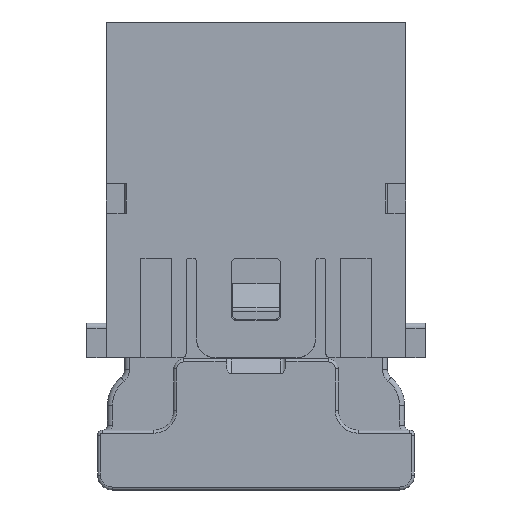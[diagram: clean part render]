
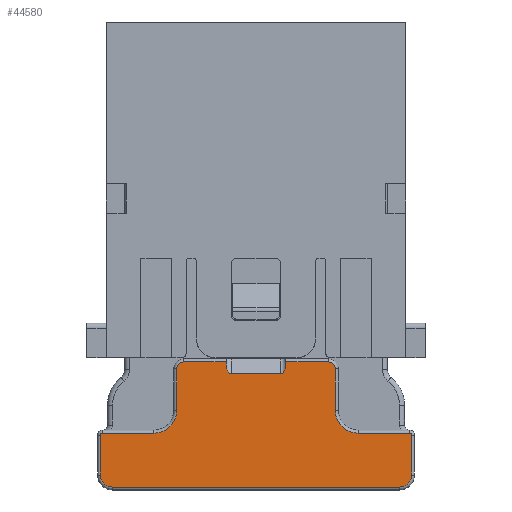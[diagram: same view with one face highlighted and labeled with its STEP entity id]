
A CAD part, left-side view. The second image highlights one B-rep face of the part: STEP entity #44580.
In plain terms, the highlighted face is planar.
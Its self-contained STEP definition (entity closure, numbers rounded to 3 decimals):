
#32450=CARTESIAN_POINT('',(45.375,65.9,-39.55));
#32460=VERTEX_POINT('',#32450);
#32490=CARTESIAN_POINT('',(0.,65.9,-39.55));
#32500=DIRECTION('',(1.,0.,0.));
#32510=VECTOR('',#32500,1.);
#32520=LINE('',#32490,#32510);
#32530=CARTESIAN_POINT('',(50.525,65.9,
-39.55));
#32540=VERTEX_POINT('',#32530);
#32550=EDGE_CURVE('',#32460,#32540,#32520,.T.);
#35270=CARTESIAN_POINT('',(76.175,65.9,-39.55));
#35280=VERTEX_POINT('',#35270);
#35330=CARTESIAN_POINT('',(76.175,65.9,-39.75));
#35340=DIRECTION('',(0.,1.,0.));
#35350=DIRECTION('',(1.,0.,0.));
#35360=AXIS2_PLACEMENT_3D('',#35330,#35340,#35350);
#35370=CIRCLE('',#35360,0.2);
#35380=CARTESIAN_POINT('',(76.375,65.9,-39.75));
#35390=VERTEX_POINT('',#35380);
#35400=EDGE_CURVE('',#35280,#35390,#35370,.T.);
#38820=CARTESIAN_POINT('',(57.775,65.9,
-32.6));
#38830=VERTEX_POINT('',#38820);
#38860=CARTESIAN_POINT('',(58.275,65.9,
-32.6));
#38870=DIRECTION('',(0.,1.,0.));
#38880=DIRECTION('',(0.,0.,1.));
#38890=AXIS2_PLACEMENT_3D('',#38860,#38870,#38880);
#38900=ELLIPSE('',#38890,1.,0.5);
#38910=CARTESIAN_POINT('',(58.275,65.9,
-33.6));
#38920=VERTEX_POINT('',#38910);
#38930=EDGE_CURVE('',#38920,#38830,#38900,.T.);
#42940=CARTESIAN_POINT('',(53.975,65.9,-35.5));
#42950=DIRECTION('',(-0.,1.,0.));
#42960=DIRECTION('',(0.,0.,1.));
#42970=AXIS2_PLACEMENT_3D('',#42940,#42950,#42960);
#42980=PLANE('',#42970);
#42990=CARTESIAN_POINT('',(68.024,65.9,
-33.1));
#43000=DIRECTION('',(0.,-1.,0.));
#43010=DIRECTION('',(-1.,0.,0.));
#43020=AXIS2_PLACEMENT_3D('',#42990,#43000,#43010);
#43030=CIRCLE('',#43020,0.7);
#43040=CARTESIAN_POINT('',(68.724,65.9,
-33.1));
#43050=VERTEX_POINT('',#43040);
#43060=CARTESIAN_POINT('',(68.024,65.9,
-32.4));
#43070=VERTEX_POINT('',#43060);
#43080=EDGE_CURVE('',#43050,#43070,#43030,.T.);
#43090=ORIENTED_EDGE('',*,*,#43080,.F.);
#43100=CARTESIAN_POINT('',(0.,65.9,-32.4));
#43110=DIRECTION('',(-1.,0.,0.));
#43120=VECTOR('',#43110,1.);
#43130=LINE('',#43100,#43120);
#43140=CARTESIAN_POINT('',(63.775,65.9,
-32.4));
#43150=VERTEX_POINT('',#43140);
#43160=EDGE_CURVE('',#43070,#43150,#43130,.T.);
#43170=ORIENTED_EDGE('',*,*,#43160,.F.);
#43180=CARTESIAN_POINT('',(63.775,65.9,0.));
#43190=DIRECTION('',(0.,0.,-1.));
#43200=VECTOR('',#43190,1.);
#43210=LINE('',#43180,#43200);
#43220=CARTESIAN_POINT('',(63.775,65.9,
-32.6));
#43230=VERTEX_POINT('',#43220);
#43240=EDGE_CURVE('',#43150,#43230,#43210,.T.);
#43250=ORIENTED_EDGE('',*,*,#43240,.F.);
#43260=CARTESIAN_POINT('',(63.275,65.9,
-32.6));
#43270=DIRECTION('',(0.,1.,0.));
#43280=DIRECTION('',(0.,0.,1.));
#43290=AXIS2_PLACEMENT_3D('',#43260,#43270,#43280);
#43300=ELLIPSE('',#43290,1.,0.5);
#43310=CARTESIAN_POINT('',(63.275,65.9,
-33.6));
#43320=VERTEX_POINT('',#43310);
#43330=EDGE_CURVE('',#43230,#43320,#43300,.T.);
#43340=ORIENTED_EDGE('',*,*,#43330,.F.);
#43350=CARTESIAN_POINT('',(0.,65.9,-33.6));
#43360=DIRECTION('',(1.,0.,0.));
#43370=VECTOR('',#43360,1.);
#43380=LINE('',#43350,#43370);
#43390=EDGE_CURVE('',#38920,#43320,#43380,.T.);
#43400=ORIENTED_EDGE('',*,*,#43390,.T.);
#43410=ORIENTED_EDGE('',*,*,#38930,.F.);
#43420=CARTESIAN_POINT('',(57.775,65.9,0.));
#43430=DIRECTION('',(0.,0.,-1.));
#43440=VECTOR('',#43430,1.);
#43450=LINE('',#43420,#43440);
#43460=CARTESIAN_POINT('',(57.775,65.9,
-32.4));
#43470=VERTEX_POINT('',#43460);
#43480=EDGE_CURVE('',#43470,#38830,#43450,.T.);
#43490=ORIENTED_EDGE('',*,*,#43480,.T.);
#43500=CARTESIAN_POINT('',(0.,65.9,-32.4));
#43510=DIRECTION('',(-1.,0.,0.));
#43520=VECTOR('',#43510,1.);
#43530=LINE('',#43500,#43520);
#43540=CARTESIAN_POINT('',(53.525,65.9,
-32.4));
#43550=VERTEX_POINT('',#43540);
#43560=EDGE_CURVE('',#43470,#43550,#43530,.T.);
#43570=ORIENTED_EDGE('',*,*,#43560,.F.);
#43580=CARTESIAN_POINT('',(53.525,65.9,
-33.1));
#43590=DIRECTION('',(0.,-1.,0.));
#43600=DIRECTION('',(-1.,0.,0.));
#43610=AXIS2_PLACEMENT_3D('',#43580,#43590,#43600);
#43620=CIRCLE('',#43610,0.7);
#43630=CARTESIAN_POINT('',(52.825,65.9,
-33.1));
#43640=VERTEX_POINT('',#43630);
#43650=EDGE_CURVE('',#43550,#43640,#43620,.T.);
#43660=ORIENTED_EDGE('',*,*,#43650,.F.);
#43670=CARTESIAN_POINT('',(52.825,65.9,
0.));
#43680=DIRECTION('',(0.,0.,1.));
#43690=VECTOR('',#43680,1.);
#43700=LINE('',#43670,#43690);
#43710=CARTESIAN_POINT('',(52.825,65.9,
-37.25));
#43720=VERTEX_POINT('',#43710);
#43730=EDGE_CURVE('',#43720,#43640,#43700,.T.);
#43740=ORIENTED_EDGE('',*,*,#43730,.T.);
#43750=CARTESIAN_POINT('',(50.525,65.9,
-37.25));
#43760=DIRECTION('',(0.,-1.,0.));
#43770=DIRECTION('',(-1.,0.,0.));
#43780=AXIS2_PLACEMENT_3D('',#43750,#43760,#43770);
#43790=CIRCLE('',#43780,2.3);
#43800=EDGE_CURVE('',#32540,#43720,#43790,.T.);
#43810=ORIENTED_EDGE('',*,*,#43800,.T.);
#43820=ORIENTED_EDGE('',*,*,#32550,.T.);
#43830=CARTESIAN_POINT('',(45.375,65.9,-39.75));
#43840=DIRECTION('',(0.,1.,0.));
#43850=DIRECTION('',(1.,0.,0.));
#43860=AXIS2_PLACEMENT_3D('',#43830,#43840,#43850);
#43870=CIRCLE('',#43860,0.2);
#43880=CARTESIAN_POINT('',(45.175,65.9,-39.75));
#43890=VERTEX_POINT('',#43880);
#43900=EDGE_CURVE('',#43890,#32460,#43870,.T.);
#43910=ORIENTED_EDGE('',*,*,#43900,.T.);
#43920=CARTESIAN_POINT('',(45.175,65.9,0.))
;
#43930=DIRECTION('',(0.,0.,-1.));
#43940=VECTOR('',#43930,1.);
#43950=LINE('',#43920,#43940);
#43960=CARTESIAN_POINT('',(45.175,65.9,-43.75));
#43970=VERTEX_POINT('',#43960);
#43980=EDGE_CURVE('',#43890,#43970,#43950,.T.);
#43990=ORIENTED_EDGE('',*,*,#43980,.F.);
#44000=CARTESIAN_POINT('',(46.375,65.9,-43.75));
#44010=DIRECTION('',(0.,1.,0.));
#44020=DIRECTION('',(1.,0.,0.));
#44030=AXIS2_PLACEMENT_3D('',#44000,#44010,#44020);
#44040=CIRCLE('',#44030,1.2);
#44050=CARTESIAN_POINT('',(46.375,65.9,-44.95));
#44060=VERTEX_POINT('',#44050);
#44070=EDGE_CURVE('',#44060,#43970,#44040,.T.);
#44080=ORIENTED_EDGE('',*,*,#44070,.T.);
#44090=CARTESIAN_POINT('',(0.,65.9,-44.95));
#44100=DIRECTION('',(1.,0.,0.));
#44110=VECTOR('',#44100,1.);
#44120=LINE('',#44090,#44110);
#44130=CARTESIAN_POINT('',(75.175,65.9,-44.95));
#44140=VERTEX_POINT('',#44130);
#44150=EDGE_CURVE('',#44060,#44140,#44120,.T.);
#44160=ORIENTED_EDGE('',*,*,#44150,.F.);
#44170=CARTESIAN_POINT('',(75.175,65.9,-43.75));
#44180=DIRECTION('',(0.,1.,0.));
#44190=DIRECTION('',(1.,0.,0.));
#44200=AXIS2_PLACEMENT_3D('',#44170,#44180,#44190);
#44210=CIRCLE('',#44200,1.2);
#44220=CARTESIAN_POINT('',(76.375,65.9,-43.75));
#44230=VERTEX_POINT('',#44220);
#44240=EDGE_CURVE('',#44230,#44140,#44210,.T.);
#44250=ORIENTED_EDGE('',*,*,#44240,.T.);
#44260=CARTESIAN_POINT('',(76.375,65.9,0.))
;
#44270=DIRECTION('',(0.,0.,1.));
#44280=VECTOR('',#44270,1.);
#44290=LINE('',#44260,#44280);
#44300=EDGE_CURVE('',#44230,#35390,#44290,.T.);
#44310=ORIENTED_EDGE('',*,*,#44300,.F.);
#44320=ORIENTED_EDGE('',*,*,#35400,.T.);
#44330=CARTESIAN_POINT('',(0.,65.9,-39.55));
#44340=DIRECTION('',(-1.,0.,0.));
#44350=VECTOR('',#44340,1.);
#44360=LINE('',#44330,#44350);
#44370=CARTESIAN_POINT('',(71.024,65.9,
-39.55));
#44380=VERTEX_POINT('',#44370);
#44390=EDGE_CURVE('',#35280,#44380,#44360,.T.);
#44400=ORIENTED_EDGE('',*,*,#44390,.F.);
#44410=CARTESIAN_POINT('',(71.024,65.9,
-37.25));
#44420=DIRECTION('',(0.,1.,0.));
#44430=DIRECTION('',(1.,0.,0.));
#44440=AXIS2_PLACEMENT_3D('',#44410,#44420,#44430);
#44450=CIRCLE('',#44440,2.3);
#44460=CARTESIAN_POINT('',(68.724,65.9,
-37.25));
#44470=VERTEX_POINT('',#44460);
#44480=EDGE_CURVE('',#44380,#44470,#44450,.T.);
#44490=ORIENTED_EDGE('',*,*,#44480,.F.);
#44500=CARTESIAN_POINT('',(68.724,65.9,
0.));
#44510=DIRECTION('',(0.,0.,-1.));
#44520=VECTOR('',#44510,1.);
#44530=LINE('',#44500,#44520);
#44540=EDGE_CURVE('',#43050,#44470,#44530,.T.);
#44550=ORIENTED_EDGE('',*,*,#44540,.T.);
#44560=EDGE_LOOP('',(#44550,#44490,#44400,#44320,#44310,#44250,#44160,
#44080,#43990,#43910,#43820,#43810,#43740,#43660,#43570,#43490,#43410,
#43400,#43340,#43250,#43170,#43090));
#44570=FACE_OUTER_BOUND('',#44560,.T.);
#44580=ADVANCED_FACE('',(#44570),#42980,.T.);
